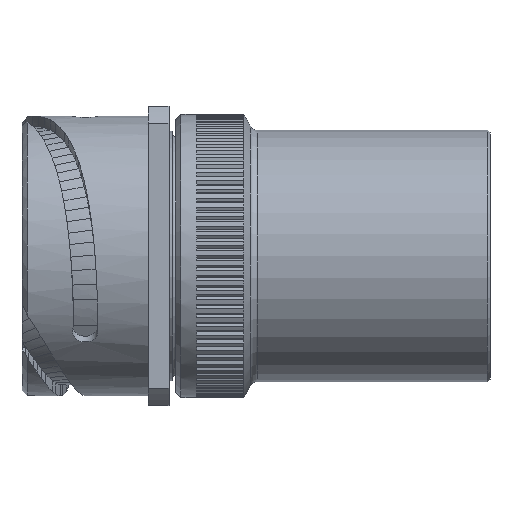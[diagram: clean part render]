
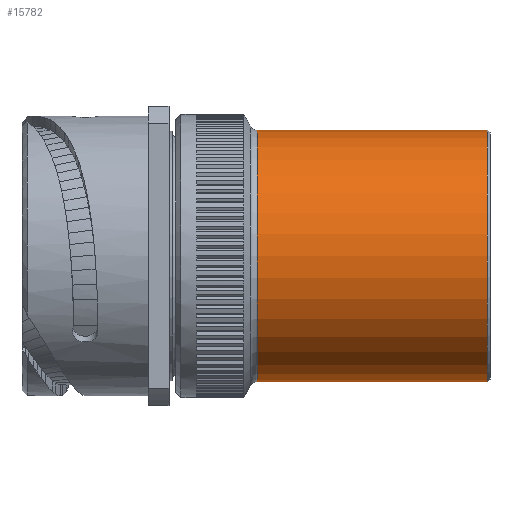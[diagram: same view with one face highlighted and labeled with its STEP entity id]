
A CAD part, top view. The second image highlights one B-rep face of the part: STEP entity #15782.
In plain terms, the highlighted cylindrical face has radius 24 mm (diameter 48 mm), a partial arc.
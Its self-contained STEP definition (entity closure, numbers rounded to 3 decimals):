
#45=CARTESIAN_POINT('',(59.5,0.,0.));
#46=DIRECTION('',(1.,0.,0.));
#47=DIRECTION('',(0.,1.,0.));
#48=AXIS2_PLACEMENT_3D('',#45,#46,#47);
#50=DIRECTION('',(-1.,0.,0.));
#51=VECTOR('',#50,43.902);
#52=CARTESIAN_POINT('',(59.5,24.,0.));
#53=LINE('1184',#52,#51);
#54=DIRECTION('',(-1.,0.,0.));
#55=VECTOR('',#54,43.902);
#56=CARTESIAN_POINT('',(59.5,-24.,0.));
#57=LINE('1186',#56,#55);
#78=CARTESIAN_POINT('',(15.598,0.,0.));
#79=DIRECTION('',(1.,0.,0.));
#80=DIRECTION('',(0.,1.,0.));
#81=AXIS2_PLACEMENT_3D('',#78,#79,#80);
#12995=CARTESIAN_POINT('',(59.5,24.,0.));
#12996=CARTESIAN_POINT('',(15.598,24.,0.));
#12997=VERTEX_POINT('',#12995);
#12998=VERTEX_POINT('',#12996);
#13003=CARTESIAN_POINT('',(59.5,-24.,0.));
#13004=CARTESIAN_POINT('',(15.598,-24.,0.));
#13005=VERTEX_POINT('',#13003);
#13006=VERTEX_POINT('',#13004);
#15768=CARTESIAN_POINT('',(-3.,0.,0.));
#15769=DIRECTION('',(1.,0.,0.));
#15770=DIRECTION('',(0.,-1.,0.));
#15771=AXIS2_PLACEMENT_3D('',#15768,#15769,#15770);
#15772=CYLINDRICAL_SURFACE('246',#15771,24.);
#15774=ORIENTED_EDGE('1184',*,*,#15773,.F.);
#15775=ORIENTED_EDGE('1235',*,*,#15756,.T.);
#15777=ORIENTED_EDGE('1186',*,*,#15776,.T.);
#15779=ORIENTED_EDGE('1228',*,*,#15778,.F.);
#15780=EDGE_LOOP('246',(#15774,#15775,#15777,#15779));
#15781=FACE_OUTER_BOUND('246',#15780,.F.);
#49=CIRCLE('1235',#48,24.);
#82=CIRCLE('1228',#81,24.);
#15756=EDGE_CURVE('1235',#12997,#13005,#49,.T.);
#15773=EDGE_CURVE('1184',#12997,#12998,#53,.T.);
#15776=EDGE_CURVE('1186',#13005,#13006,#57,.T.);
#15778=EDGE_CURVE('1228',#12998,#13006,#82,.T.);
#15782=ADVANCED_FACE('246',(#15781),#15772,.T.);
